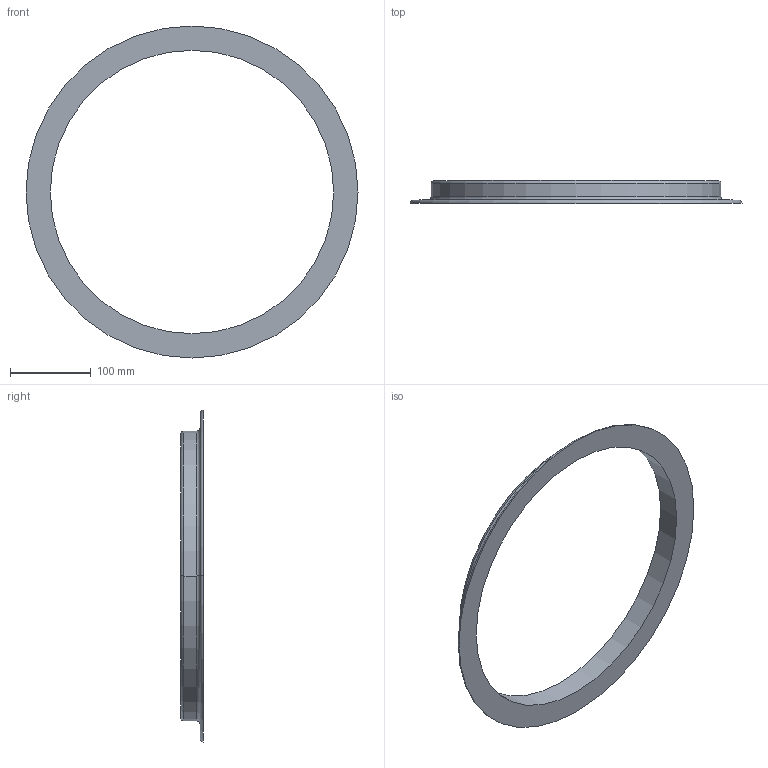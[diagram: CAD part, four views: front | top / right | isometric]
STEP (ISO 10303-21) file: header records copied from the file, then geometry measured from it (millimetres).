
FILE_DESCRIPTION (( 'STEP AP203' ), '1' );
FILE_NAME ('6015282_OSTP.step', '2024-03-20T08:45:59', ( '' ), ( '' ), 'SwSTEP 2.0', 'SolidWorks 2014', '' );
FILE_SCHEMA (( 'CONFIG_CONTROL_DESIGN' ));
Length unit declared in the file: millimetre
Products named in the file (1): 6015282_OSTP
Bounding box: 410 x 28 x 410 mm (x, y, z)
Volume: 245655.6 mm3; surface area: 128480.5 mm2
Topology: 1 solids, 1 shells, 12 faces, 24 edges, 14 vertices
Faces by surface type: torus 6, cylinder 4, plane 2
Entity records: 401 total; most frequent: DIRECTION 70, CARTESIAN_POINT 51, ORIENTED_EDGE 48, AXIS2_PLACEMENT_3D 33, EDGE_CURVE 24, CIRCLE 20, EDGE_LOOP 14, VERTEX_POINT 14
